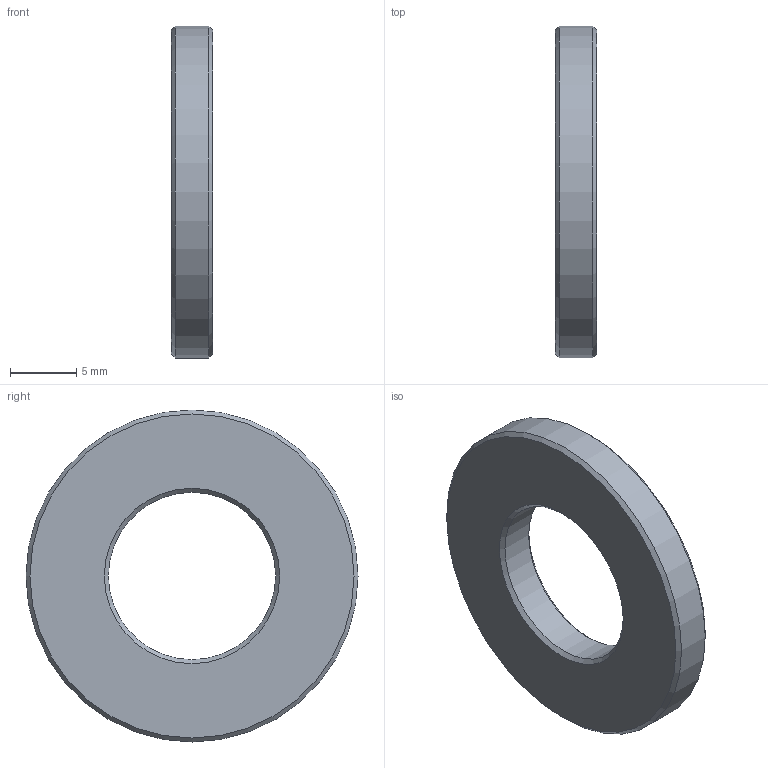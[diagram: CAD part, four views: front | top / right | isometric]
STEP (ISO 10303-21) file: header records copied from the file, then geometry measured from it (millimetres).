
FILE_DESCRIPTION(('FreeCAD Model'),'2;1');
FILE_NAME('Open CASCADE Shape Model','2024-03-28T00:21:35',(''),(''), 'Open CASCADE STEP processor 7.6','FreeCAD','Unknown');
FILE_SCHEMA(('AUTOMOTIVE_DESIGN { 1 0 10303 214 1 1 1 1 }'));
Length unit declared in the file: millimetre
Products named in the file (1): Spacer BUD FRE PLN BU02.00x00.25 - SPN-SPR-0300 (stemfie.org)
Bounding box: 3.12 x 25 x 25 mm (x, y, z)
Volume: 1133.7 mm3; surface area: 1060.4 mm2
Topology: 1 solids, 1 shells, 460 faces, 1271 edges, 846 vertices
Faces by surface type: plane 298, extrusion 156, cone 4, cylinder 2
Full cylindrical faces by diameter (mm): 12.6 x1, 25 x1
Entity records: 14689 total; most frequent: CARTESIAN_POINT 3514, ORIENTED_EDGE 2542, DIRECTION 1733, EDGE_CURVE 1271, VECTOR 1107, LINE 951, VERTEX_POINT 846, FACE_BOUND 495
